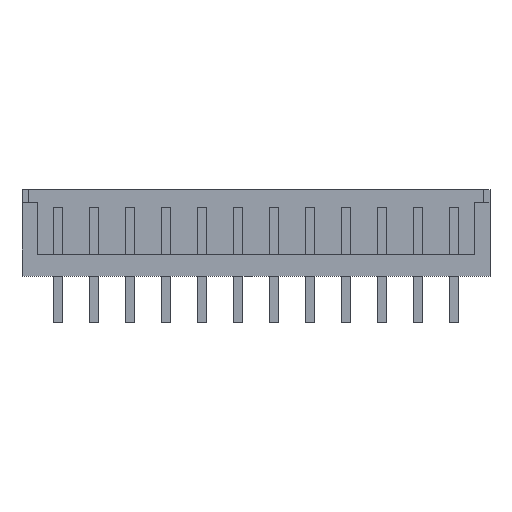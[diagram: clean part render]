
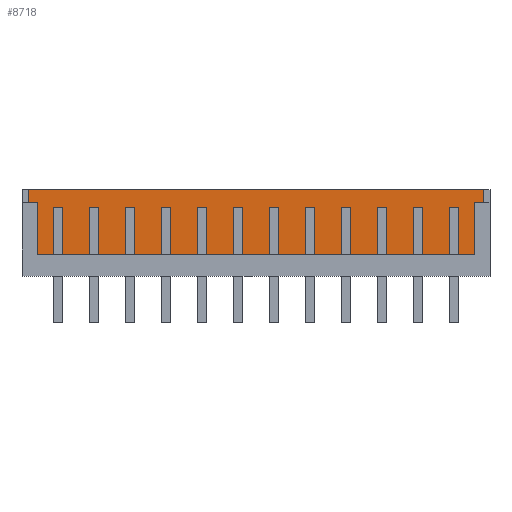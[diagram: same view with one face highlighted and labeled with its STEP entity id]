
A CAD part, front view. The second image highlights one B-rep face of the part: STEP entity #8718.
In plain terms, the highlighted planar face has unit normal (0, -1, 0).
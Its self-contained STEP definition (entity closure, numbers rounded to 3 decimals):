
#1915 = PLANE('',#1916);
#1916 = AXIS2_PLACEMENT_3D('',#1917,#1918,#1919);
#1917 = CARTESIAN_POINT('',(29.55,1.098,1.5));
#1918 = DIRECTION('',(0.,0.,-1.));
#1919 = DIRECTION('',(0.,1.,0.));
#2210 = PLANE('',#2211);
#2211 = AXIS2_PLACEMENT_3D('',#2212,#2213,#2214);
#2212 = CARTESIAN_POINT('',(30.,-0.2,6.));
#2213 = DIRECTION('',(0.,0.,-1.));
#2214 = DIRECTION('',(0.,1.,0.));
#6383 = VERTEX_POINT('',#6384);
#6384 = CARTESIAN_POINT('',(29.55,1.098,1.5));
#6398 = PLANE('',#6399);
#6399 = AXIS2_PLACEMENT_3D('',#6400,#6401,#6402);
#6400 = CARTESIAN_POINT('',(29.55,1.098,1.5));
#6401 = DIRECTION('',(-1.,0.,0.));
#6402 = DIRECTION('',(0.,-1.,0.));
#6410 = EDGE_CURVE('',#6411,#6383,#6413,.T.);
#6411 = VERTEX_POINT('',#6412);
#6412 = CARTESIAN_POINT('',(-2.05,1.098,1.5));
#6413 = SURFACE_CURVE('',#6414,(#6418,#6425),.PCURVE_S1.);
#6414 = LINE('',#6415,#6416);
#6415 = CARTESIAN_POINT('',(-2.05,1.098,1.5));
#6416 = VECTOR('',#6417,1.);
#6417 = DIRECTION('',(1.,0.,0.));
#6418 = PCURVE('',#1915,#6419);
#6419 = DEFINITIONAL_REPRESENTATION('',(#6420),#6424);
#6420 = LINE('',#6421,#6422);
#6421 = CARTESIAN_POINT('',(0.,-31.6));
#6422 = VECTOR('',#6423,1.);
#6423 = DIRECTION('',(0.,1.));
#6424 = ( GEOMETRIC_REPRESENTATION_CONTEXT(2) 
PARAMETRIC_REPRESENTATION_CONTEXT() REPRESENTATION_CONTEXT('2D SPACE',''
  ) );
#6425 = PCURVE('',#6426,#6431);
#6426 = PLANE('',#6427);
#6427 = AXIS2_PLACEMENT_3D('',#6428,#6429,#6430);
#6428 = CARTESIAN_POINT('',(-2.05,1.098,1.5));
#6429 = DIRECTION('',(0.,-1.,0.));
#6430 = DIRECTION('',(1.,0.,0.));
#6431 = DEFINITIONAL_REPRESENTATION('',(#6432),#6436);
#6432 = LINE('',#6433,#6434);
#6433 = CARTESIAN_POINT('',(0.,0.));
#6434 = VECTOR('',#6435,1.);
#6435 = DIRECTION('',(1.,0.));
#6436 = ( GEOMETRIC_REPRESENTATION_CONTEXT(2) 
PARAMETRIC_REPRESENTATION_CONTEXT() REPRESENTATION_CONTEXT('2D SPACE',''
  ) );
#6454 = PLANE('',#6455);
#6455 = AXIS2_PLACEMENT_3D('',#6456,#6457,#6458);
#6456 = CARTESIAN_POINT('',(-2.05,1.098,1.5));
#6457 = DIRECTION('',(1.,0.,0.));
#6458 = DIRECTION('',(0.,1.,0.));
#6584 = VERTEX_POINT('',#6585);
#6585 = CARTESIAN_POINT('',(29.55,1.098,6.));
#6656 = VERTEX_POINT('',#6657);
#6657 = CARTESIAN_POINT('',(-2.05,1.098,6.));
#6678 = EDGE_CURVE('',#6656,#6584,#6679,.T.);
#6679 = SURFACE_CURVE('',#6680,(#6684,#6691),.PCURVE_S1.);
#6680 = LINE('',#6681,#6682);
#6681 = CARTESIAN_POINT('',(-2.05,1.098,6.));
#6682 = VECTOR('',#6683,1.);
#6683 = DIRECTION('',(1.,0.,0.));
#6684 = PCURVE('',#2210,#6685);
#6685 = DEFINITIONAL_REPRESENTATION('',(#6686),#6690);
#6686 = LINE('',#6687,#6688);
#6687 = CARTESIAN_POINT('',(1.298,-32.05));
#6688 = VECTOR('',#6689,1.);
#6689 = DIRECTION('',(0.,1.));
#6690 = ( GEOMETRIC_REPRESENTATION_CONTEXT(2) 
PARAMETRIC_REPRESENTATION_CONTEXT() REPRESENTATION_CONTEXT('2D SPACE',''
  ) );
#6691 = PCURVE('',#6426,#6692);
#6692 = DEFINITIONAL_REPRESENTATION('',(#6693),#6697);
#6693 = LINE('',#6694,#6695);
#6694 = CARTESIAN_POINT('',(0.,4.5));
#6695 = VECTOR('',#6696,1.);
#6696 = DIRECTION('',(1.,0.));
#6697 = ( GEOMETRIC_REPRESENTATION_CONTEXT(2) 
PARAMETRIC_REPRESENTATION_CONTEXT() REPRESENTATION_CONTEXT('2D SPACE',''
  ) );
#7305 = EDGE_CURVE('',#6411,#6656,#7306,.T.);
#7306 = SURFACE_CURVE('',#7307,(#7311,#7318),.PCURVE_S1.);
#7307 = LINE('',#7308,#7309);
#7308 = CARTESIAN_POINT('',(-2.05,1.098,1.5));
#7309 = VECTOR('',#7310,1.);
#7310 = DIRECTION('',(0.,0.,1.));
#7311 = PCURVE('',#6454,#7312);
#7312 = DEFINITIONAL_REPRESENTATION('',(#7313),#7317);
#7313 = LINE('',#7314,#7315);
#7314 = CARTESIAN_POINT('',(0.,0.));
#7315 = VECTOR('',#7316,1.);
#7316 = DIRECTION('',(0.,1.));
#7317 = ( GEOMETRIC_REPRESENTATION_CONTEXT(2) 
PARAMETRIC_REPRESENTATION_CONTEXT() REPRESENTATION_CONTEXT('2D SPACE',''
  ) );
#7318 = PCURVE('',#6426,#7319);
#7319 = DEFINITIONAL_REPRESENTATION('',(#7320),#7324);
#7320 = LINE('',#7321,#7322);
#7321 = CARTESIAN_POINT('',(0.,0.));
#7322 = VECTOR('',#7323,1.);
#7323 = DIRECTION('',(0.,1.));
#7324 = ( GEOMETRIC_REPRESENTATION_CONTEXT(2) 
PARAMETRIC_REPRESENTATION_CONTEXT() REPRESENTATION_CONTEXT('2D SPACE',''
  ) );
#8718 = ADVANCED_FACE('',(#8719),#6426,.T.);
#8719 = FACE_BOUND('',#8720,.T.);
#8720 = EDGE_LOOP('',(#8721,#8722,#8723,#8724));
#8721 = ORIENTED_EDGE('',*,*,#6678,.F.);
#8722 = ORIENTED_EDGE('',*,*,#7305,.F.);
#8723 = ORIENTED_EDGE('',*,*,#6410,.T.);
#8724 = ORIENTED_EDGE('',*,*,#8725,.T.);
#8725 = EDGE_CURVE('',#6383,#6584,#8726,.T.);
#8726 = SURFACE_CURVE('',#8727,(#8731,#8738),.PCURVE_S1.);
#8727 = LINE('',#8728,#8729);
#8728 = CARTESIAN_POINT('',(29.55,1.098,1.5));
#8729 = VECTOR('',#8730,1.);
#8730 = DIRECTION('',(0.,0.,1.));
#8731 = PCURVE('',#6426,#8732);
#8732 = DEFINITIONAL_REPRESENTATION('',(#8733),#8737);
#8733 = LINE('',#8734,#8735);
#8734 = CARTESIAN_POINT('',(31.6,0.));
#8735 = VECTOR('',#8736,1.);
#8736 = DIRECTION('',(0.,1.));
#8737 = ( GEOMETRIC_REPRESENTATION_CONTEXT(2) 
PARAMETRIC_REPRESENTATION_CONTEXT() REPRESENTATION_CONTEXT('2D SPACE',''
  ) );
#8738 = PCURVE('',#6398,#8739);
#8739 = DEFINITIONAL_REPRESENTATION('',(#8740),#8744);
#8740 = LINE('',#8741,#8742);
#8741 = CARTESIAN_POINT('',(0.,0.));
#8742 = VECTOR('',#8743,1.);
#8743 = DIRECTION('',(0.,1.));
#8744 = ( GEOMETRIC_REPRESENTATION_CONTEXT(2) 
PARAMETRIC_REPRESENTATION_CONTEXT() REPRESENTATION_CONTEXT('2D SPACE',''
  ) );
